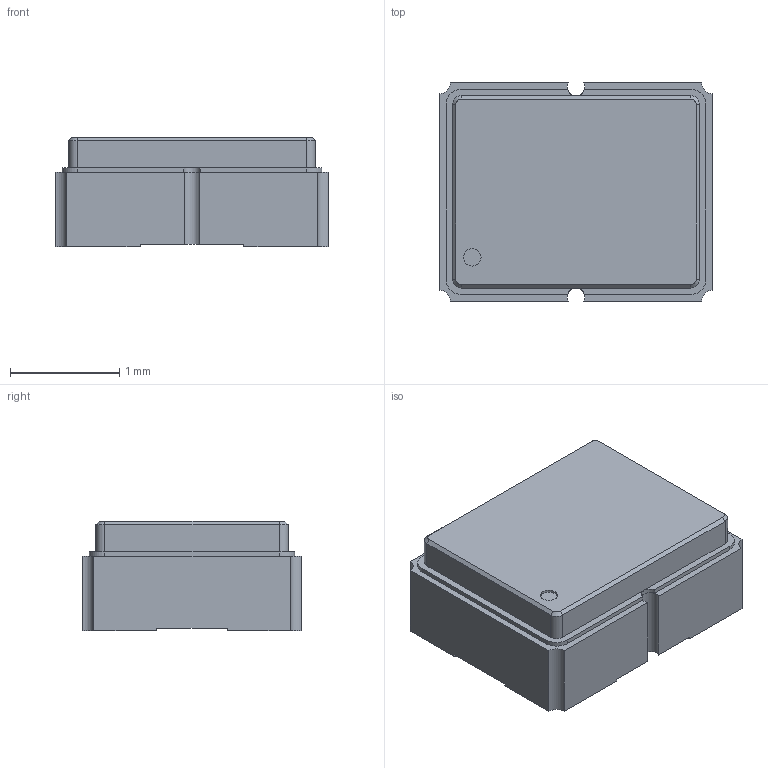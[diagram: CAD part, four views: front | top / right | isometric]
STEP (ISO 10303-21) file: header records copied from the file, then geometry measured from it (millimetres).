
FILE_DESCRIPTION(/* description */ (''),/* implementation_level */ '2;1');
FILE_NAME(/* name */ 'abracon-asd-osc.step',/* time_stamp */ '2025-07-19T23:45:50-07:00',/* author */ (''),/* organization */ (''),/* preprocessor_version */ 'ST-DEVELOPER v20.1',/* originating_system */ 'Autodesk Translation Framework v14.10.0.0',/* authorisation */ '');
FILE_SCHEMA (('AUTOMOTIVE_DESIGN { 1 0 10303 214 3 1 1 }'));
Length unit declared in the file: millimetre
Products named in the file (1): abracon-asd-osc
Bounding box: 2.5 x 2 x 1 mm (x, y, z)
Volume: 4.6 mm3; surface area: 35.4 mm2
Topology: 3 solids, 3 shells, 61 faces, 154 edges, 100 vertices
Faces by surface type: plane 40, cylinder 17, cone 4
Full cylindrical faces by diameter (mm): 0.16 x1
Entity records: 1882 total; most frequent: DIRECTION 316, CARTESIAN_POINT 316, ORIENTED_EDGE 308, EDGE_CURVE 154, LINE 116, VECTOR 116, VERTEX_POINT 100, AXIS2_PLACEMENT_3D 100
